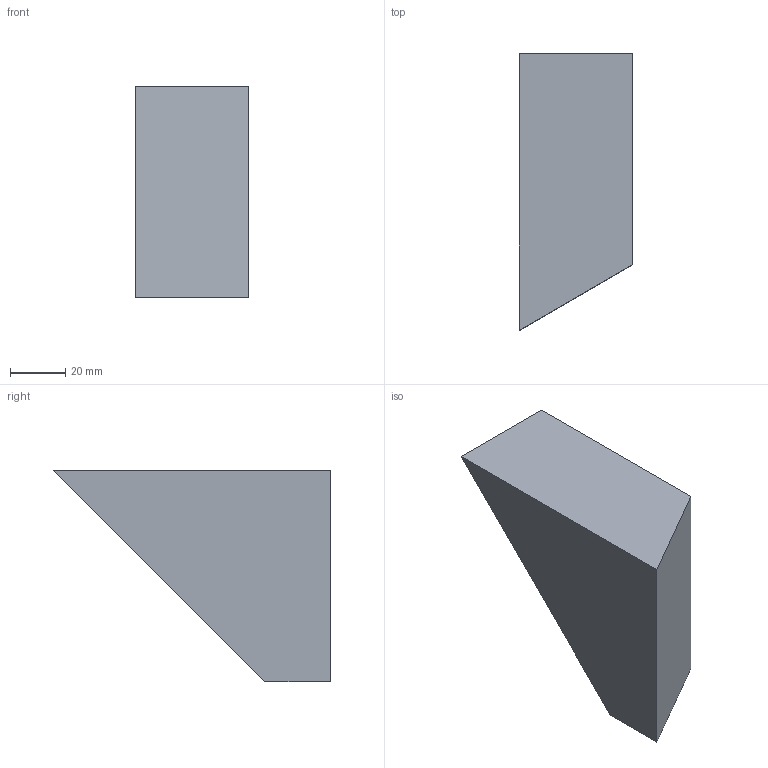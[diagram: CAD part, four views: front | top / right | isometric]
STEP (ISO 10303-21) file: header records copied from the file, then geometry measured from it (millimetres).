
FILE_DESCRIPTION(/* description */ (''),/* implementation_level */ '2;1');
FILE_NAME(/* name */ 'Angled_Drone_Mount.stp',/* time_stamp */ '2024-02-29T00:26:08-06:00',/* author */ ('kelle'),/* organization */ (''),/* preprocessor_version */ 'ST-DEVELOPER v19',/* originating_system */ 'Autodesk Inventor 2023',/* authorisation */ '');
FILE_SCHEMA (('AUTOMOTIVE_DESIGN { 1 0 10303 214 3 1 1 }'));
Length unit declared in the file: inch
Products named in the file (1): Angled_Drone_Mount
Bounding box: 41.08 x 99.92 x 76.2 mm (x, y, z)
Volume: 156370.7 mm3; surface area: 19758.6 mm2
Topology: 1 solids, 1 shells, 6 faces, 11 edges, 7 vertices
Faces by surface type: plane 6
Entity records: 192 total; most frequent: DIRECTION 25, CARTESIAN_POINT 25, ORIENTED_EDGE 22, LINE 11, VECTOR 11, EDGE_CURVE 11, VERTEX_POINT 7, AXIS2_PLACEMENT_3D 7
